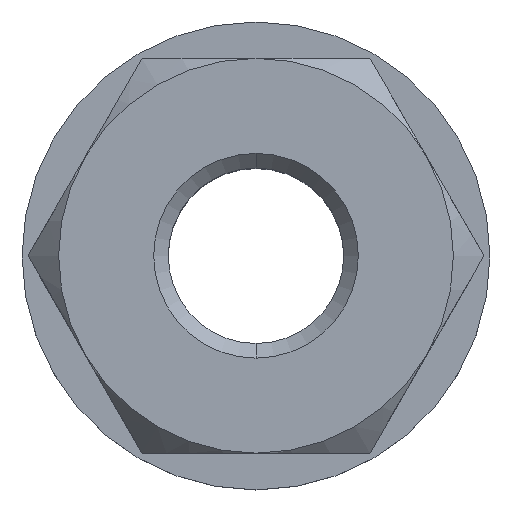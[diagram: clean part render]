
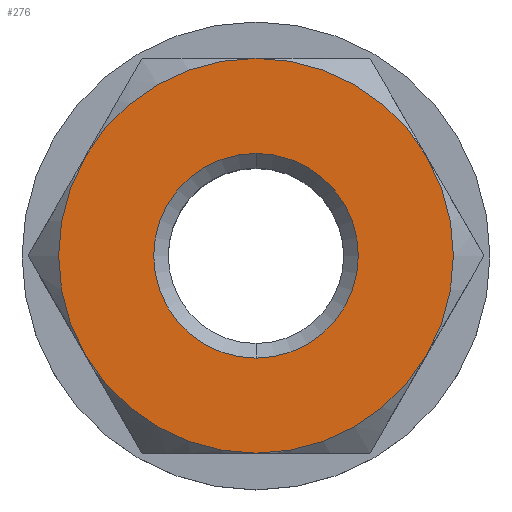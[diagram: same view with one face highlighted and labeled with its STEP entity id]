
A CAD part, top view. The second image highlights one B-rep face of the part: STEP entity #276.
In plain terms, the highlighted planar face has unit normal (0, 0, 1).
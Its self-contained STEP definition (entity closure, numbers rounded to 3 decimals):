
#264=VERTEX_POINT('',#634);
#276=ADVANCED_FACE('',(#647,#648),#649,.T.);
#290=VERTEX_POINT('',#663);
#298=VERTEX_POINT('',#671);
#300=EDGE_CURVE('',#298,#264,#673,.T.);
#324=VERTEX_POINT('',#700);
#332=EDGE_CURVE('',#290,#324,#709,.T.);
#370=EDGE_CURVE('',#404,#298,#752,.T.);
#394=EDGE_CURVE('',#506,#404,#778,.T.);
#404=VERTEX_POINT('',#788);
#436=EDGE_CURVE('',#486,#506,#822,.T.);
#474=EDGE_CURVE('',#532,#486,#865,.T.);
#482=EDGE_CURVE('',#324,#290,#874,.T.);
#486=VERTEX_POINT('',#879);
#506=VERTEX_POINT('',#901);
#530=EDGE_CURVE('',#264,#532,#929,.T.);
#532=VERTEX_POINT('',#931);
#634=CARTESIAN_POINT('',(11.691,6.75,12.5));
#647=FACE_BOUND('',#1084,.T.);
#648=FACE_OUTER_BOUND('',#1085,.T.);
#649=PLANE('',#1086);
#663=CARTESIAN_POINT('',(0.,7.0,12.5));
#671=CARTESIAN_POINT('',(11.691,-6.75,12.5));
#673=CIRCLE('',#1118,13.5);
#700=CARTESIAN_POINT('',(0.,-7.0,12.5));
#709=CIRCLE('',#1164,7.0);
#752=CIRCLE('',#1231,13.5);
#778=CIRCLE('',#1283,13.5);
#788=CARTESIAN_POINT('',(0.,-13.5,12.5));
#822=CIRCLE('',#1359,13.5);
#865=CIRCLE('',#1438,13.5);
#874=CIRCLE('',#1449,7.0);
#879=CARTESIAN_POINT('',(-11.691,6.75,12.5));
#901=CARTESIAN_POINT('',(-11.691,-6.75,12.5));
#929=CIRCLE('',#1539,13.5);
#931=CARTESIAN_POINT('',(0.,13.5,12.5));
#1084=EDGE_LOOP('',(#1687,#1688));
#1085=EDGE_LOOP('',(#1689,#1690,#1691,#1692,#1693,#1694));
#1086=AXIS2_PLACEMENT_3D('',#1695,#1696,#1697);
#1118=AXIS2_PLACEMENT_3D('',#1704,#1705,#1706);
#1164=AXIS2_PLACEMENT_3D('',#1749,#1750,#1751);
#1231=AXIS2_PLACEMENT_3D('',#1802,#1803,#1804);
#1283=AXIS2_PLACEMENT_3D('',#1826,#1827,#1828);
#1359=AXIS2_PLACEMENT_3D('',#1863,#1864,#1865);
#1438=AXIS2_PLACEMENT_3D('',#1923,#1924,#1925);
#1449=AXIS2_PLACEMENT_3D('',#1937,#1938,#1939);
#1539=AXIS2_PLACEMENT_3D('',#2011,#2012,#2013);
#1687=ORIENTED_EDGE('',*,*,#332,.T.);
#1688=ORIENTED_EDGE('',*,*,#482,.T.);
#1689=ORIENTED_EDGE('',*,*,#370,.T.);
#1690=ORIENTED_EDGE('',*,*,#300,.T.);
#1691=ORIENTED_EDGE('',*,*,#530,.T.);
#1692=ORIENTED_EDGE('',*,*,#474,.T.);
#1693=ORIENTED_EDGE('',*,*,#436,.T.);
#1694=ORIENTED_EDGE('',*,*,#394,.T.);
#1695=CARTESIAN_POINT('',(0.,0.,12.5));
#1696=DIRECTION('',(0.0,0.0,1.0));
#1697=DIRECTION('',(0.,-1.0,0.0));
#1704=CARTESIAN_POINT('',(0.,0.,12.5));
#1705=DIRECTION('',(0.0,0.0,1.0));
#1706=DIRECTION('',(0.,-1.0,0.0));
#1749=CARTESIAN_POINT('',(0.,0.,12.5));
#1750=DIRECTION('',(0.0,0.0,-1.0));
#1751=DIRECTION('',(0.,1.0,0.0));
#1802=CARTESIAN_POINT('',(0.,0.,12.5));
#1803=DIRECTION('',(0.0,0.0,1.0));
#1804=DIRECTION('',(0.,-1.0,0.0));
#1826=CARTESIAN_POINT('',(0.,0.,12.5));
#1827=DIRECTION('',(0.0,0.0,1.0));
#1828=DIRECTION('',(0.,-1.0,0.0));
#1863=CARTESIAN_POINT('',(0.,0.,12.5));
#1864=DIRECTION('',(0.0,0.0,1.0));
#1865=DIRECTION('',(0.,-1.0,0.0));
#1923=CARTESIAN_POINT('',(0.,0.,12.5));
#1924=DIRECTION('',(0.0,0.0,1.0));
#1925=DIRECTION('',(0.,-1.0,0.0));
#1937=CARTESIAN_POINT('',(0.,0.,12.5));
#1938=DIRECTION('',(0.0,0.0,-1.0));
#1939=DIRECTION('',(0.,1.0,0.0));
#2011=CARTESIAN_POINT('',(0.,0.,12.5));
#2012=DIRECTION('',(0.0,0.0,1.0));
#2013=DIRECTION('',(0.,-1.0,0.0));
